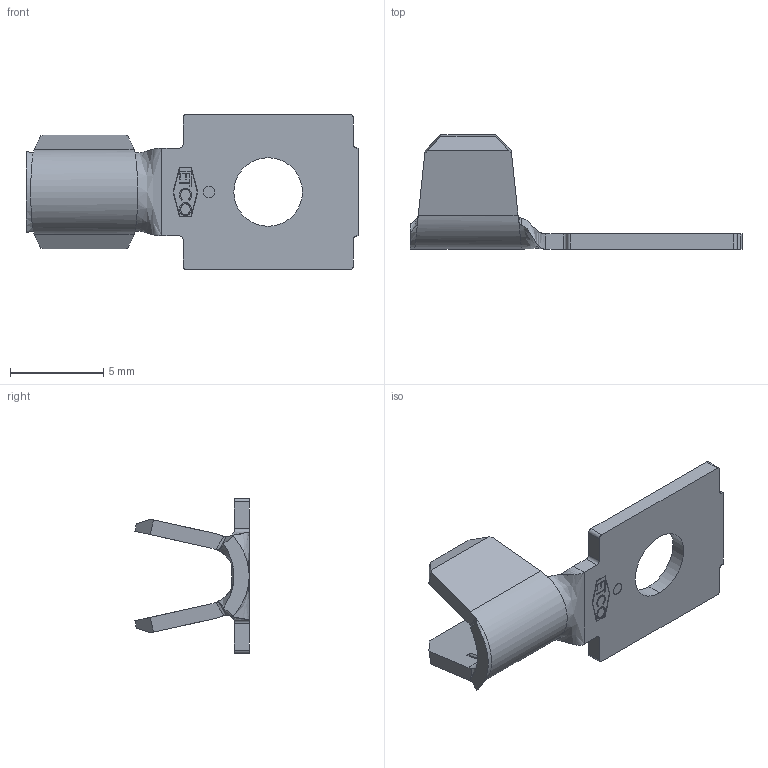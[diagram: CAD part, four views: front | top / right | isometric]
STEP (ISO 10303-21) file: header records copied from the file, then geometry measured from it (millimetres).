
FILE_DESCRIPTION (( 'STEP AP203' ), '1' );
FILE_NAME ('01847.STEP', '2015-02-06T17:58:07', ( '' ), ( '' ), 'SwSTEP 2.0', 'SolidWorks 2014', '' );
FILE_SCHEMA (( 'CONFIG_CONTROL_DESIGN' ));
Length unit declared in the file: inch
Products named in the file (1): 01847
Bounding box: 17.83 x 6.15 x 8.33 mm (x, y, z)
Volume: 119.1 mm3; surface area: 363.6 mm2
Topology: 1 solids, 1 shells, 175 faces, 453 edges, 288 vertices
Faces by surface type: plane 112, bspline 29, cylinder 24, cone 10
Entity records: 6790 total; most frequent: CARTESIAN_POINT 2676, ORIENTED_EDGE 906, DIRECTION 711, EDGE_CURVE 453, VECTOR 329, LINE 329, VERTEX_POINT 288, AXIS2_PLACEMENT_3D 191
